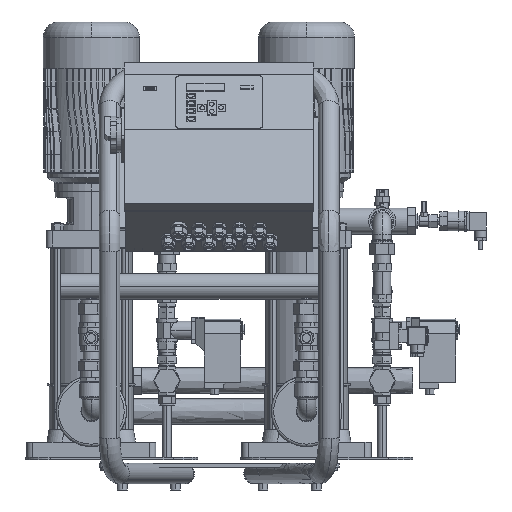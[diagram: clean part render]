
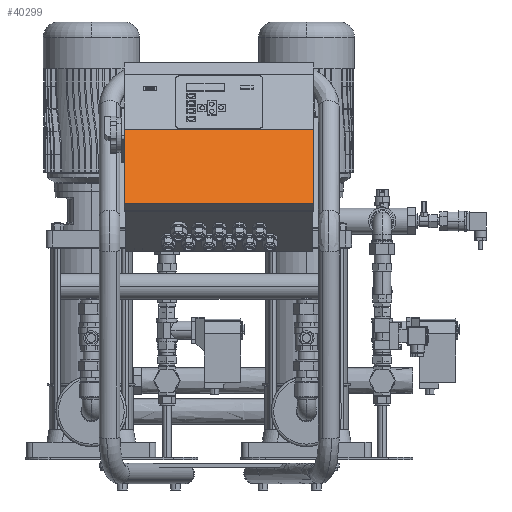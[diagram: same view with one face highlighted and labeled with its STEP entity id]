
A CAD part, front view. The second image highlights one B-rep face of the part: STEP entity #40299.
In plain terms, the highlighted planar face has unit normal (0, -0.857, 0.516).
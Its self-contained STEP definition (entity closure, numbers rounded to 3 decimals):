
#40064=CARTESIAN_POINT('',(-154.0,-376.437,586.35));
#40065=VERTEX_POINT('',#40064);
#40066=CARTESIAN_POINT('',(154.,-376.437,586.35));
#40067=VERTEX_POINT('',#40066);
#40068=CARTESIAN_POINT('',(-154.0,-376.437,586.35));
#40069=DIRECTION('',(1.0,0.0,0.0));
#40070=VECTOR('',#40069,308.);
#40071=LINE('',#40068,#40070);
#40072=EDGE_CURVE('',#40065,#40067,#40071,.T.);
#40269=CARTESIAN_POINT('',(-154.0,-376.437,586.35));
#40270=DIRECTION('',(0.,0.857,-0.516));
#40271=DIRECTION('',(-1.0,0.0,0.0));
#40272=AXIS2_PLACEMENT_3D('',#40269,#40270,#40271);
#40273=PLANE('',#40272);
#40274=CARTESIAN_POINT('',(154.,-449.27,465.374));
#40275=VERTEX_POINT('',#40274);
#40276=CARTESIAN_POINT('',(154.,-376.437,586.35));
#40277=DIRECTION('',(0.0,-0.516,-0.857));
#40278=VECTOR('',#40277,141.208);
#40279=LINE('',#40276,#40278);
#40280=EDGE_CURVE('',#40067,#40275,#40279,.T.);
#40281=ORIENTED_EDGE('',*,*,#40280,.F.);
#40282=ORIENTED_EDGE('',*,*,#40072,.F.);
#40283=CARTESIAN_POINT('',(-154.,-449.27,465.374));
#40284=VERTEX_POINT('',#40283);
#40285=CARTESIAN_POINT('',(-154.,-449.27,465.374));
#40286=DIRECTION('',(0.,0.516,0.857));
#40287=VECTOR('',#40286,141.208);
#40288=LINE('',#40285,#40287);
#40289=EDGE_CURVE('',#40284,#40065,#40288,.T.);
#40290=ORIENTED_EDGE('',*,*,#40289,.F.);
#40291=CARTESIAN_POINT('',(154.,-449.27,465.374));
#40292=DIRECTION('',(-1.0,0.0,0.0));
#40293=VECTOR('',#40292,308.0);
#40294=LINE('',#40291,#40293);
#40295=EDGE_CURVE('',#40275,#40284,#40294,.T.);
#40296=ORIENTED_EDGE('',*,*,#40295,.F.);
#40297=EDGE_LOOP('',(#40281,#40282,#40290,#40296));
#40298=FACE_OUTER_BOUND('',#40297,.T.);
#40299=ADVANCED_FACE('',(#40298),#40273,.F.);
